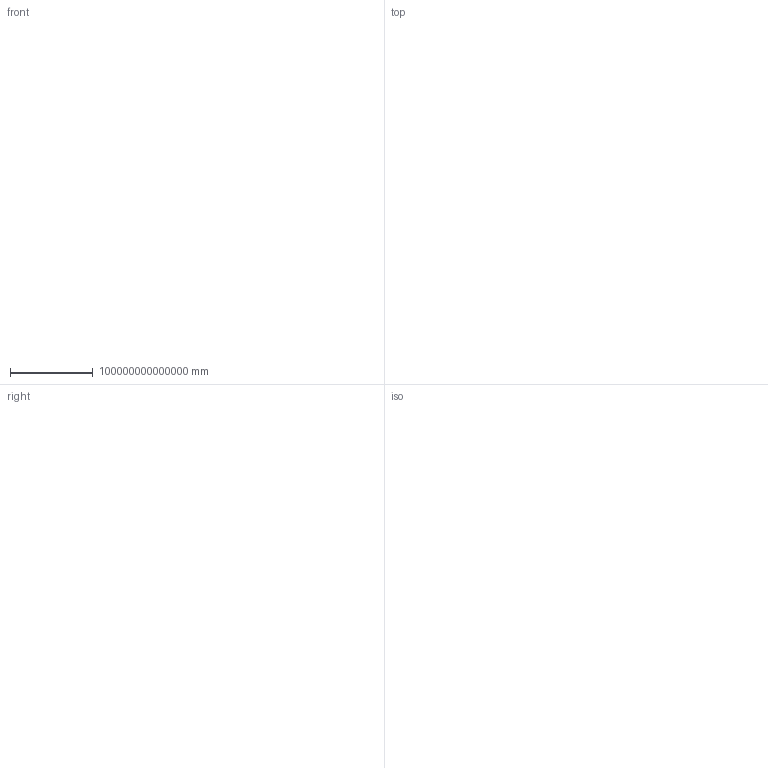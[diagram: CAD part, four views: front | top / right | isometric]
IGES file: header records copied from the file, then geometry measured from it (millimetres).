
Start section: SolidWorks IGES file using analytic representation for surfaces
Global section: file name: 4001.IGS; native system: SolidWorks 2010; preprocessor: SolidWorks 2010; author: 499990.; organization: martinb; date: 125.; units: millimetre
Bounding box: 3100260.45 x 184999999999927.22 x 540.2 mm (x, y, z)
Topology: 0 solids, 0 shells, 26 faces, 141 edges, 207 vertices
Faces by surface type: revolution 17, bspline 9
